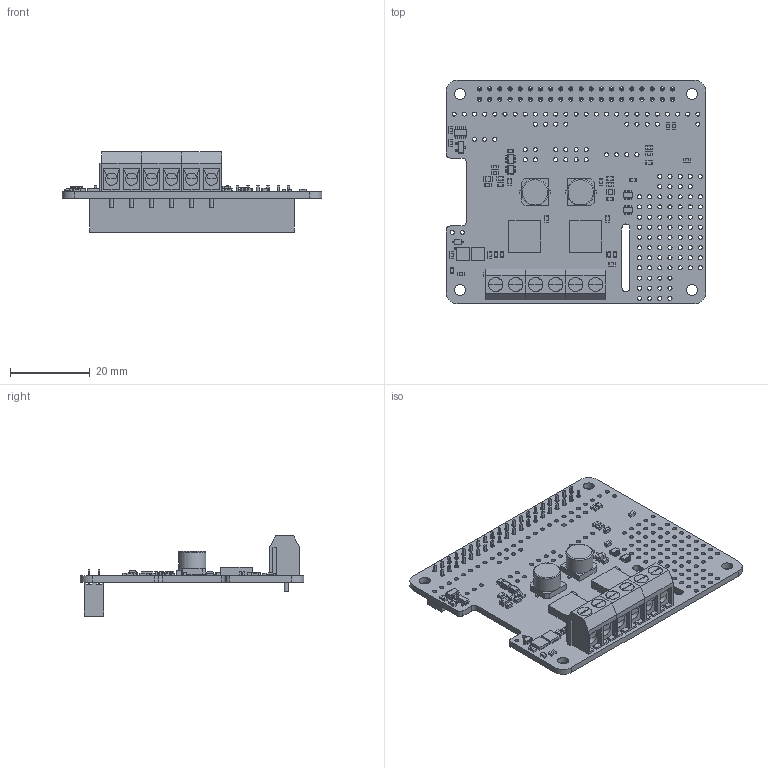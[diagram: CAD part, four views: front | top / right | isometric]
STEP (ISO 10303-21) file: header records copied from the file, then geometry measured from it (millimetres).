
FILE_DESCRIPTION (( 'STEP AP214' ), '1' );
FILE_NAME ('dual_mc33926_motor_driver_raspberry_pi.step', '2018-05-14T22:05:21', ( '' ), ( '' ), 'SwSTEP 2.0', 'SolidWorks 2016', '' );
FILE_SCHEMA (( 'AUTOMOTIVE_DESIGN' ));
Length unit declared in the file: millimetre
Products named in the file (1): dual_mc33926_motor_driver_raspberry_pi
Bounding box: 65 x 56 x 20.07 mm (x, y, z)
Volume: 9365.8 mm3; surface area: 15370 mm2
Topology: 5 solids, 5 shells, 3616 faces, 10294 edges, 6610 vertices
Faces by surface type: plane 3007, cylinder 451, bspline 156, torus 2
Full cylindrical faces by diameter (mm): 0.508 x1, 1 x6, 1.016 x184, 2 x6, 2.184 x6, 2.75 x4, 3 x6, 3.5 x6, 3.55 x6, 6.8 x2
Entity records: 160839 total; most frequent: CARTESIAN_POINT 27660, ORIENTED_EDGE 20094, DIRECTION 17295, EDGE_CURVE 10047, VECTOR 8777, LINE 8777, VERTEX_POINT 6592, EDGE_LOOP 4529
